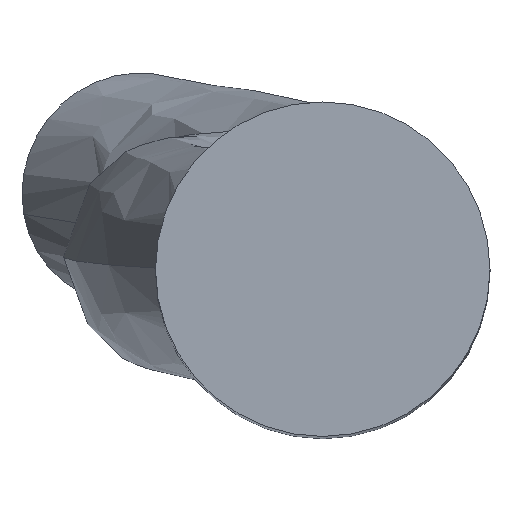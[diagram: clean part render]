
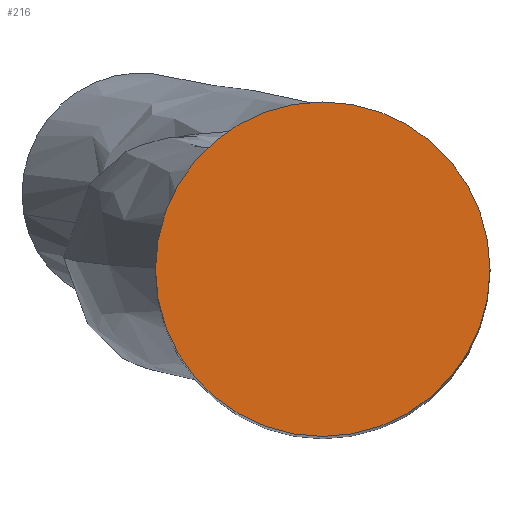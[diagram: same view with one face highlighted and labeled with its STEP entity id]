
A CAD part, top view. The second image highlights one B-rep face of the part: STEP entity #216.
In plain terms, the highlighted planar face has unit normal (0, 0, 1).
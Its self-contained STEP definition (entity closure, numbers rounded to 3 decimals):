
#9 = CIRCLE ( 'NONE', #251, 1.5 ) ;
#11 = CARTESIAN_POINT ( 'NONE',  ( 0., 0., 0. ) ) ;
#44 = DIRECTION ( 'NONE',  ( 0., 0., 1. ) ) ;
#51 = EDGE_LOOP ( 'NONE', ( #140, #151 ) ) ;
#66 = DIRECTION ( 'NONE',  ( 0., 0., 1. ) ) ;
#75 = CIRCLE ( 'NONE', #199, 1.5 ) ;
#136 = CARTESIAN_POINT ( 'NONE',  ( 0., 0., 0. ) ) ;
#140 = ORIENTED_EDGE ( 'NONE', *, *, #279, .T. ) ;
#151 = ORIENTED_EDGE ( 'NONE', *, *, #376, .T. ) ;
#157 = VERTEX_POINT ( 'NONE', #427 ) ;
#199 = AXIS2_PLACEMENT_3D ( 'NONE', #11, #44, #308 ) ;
#216 = ADVANCED_FACE ( 'NONE', ( #272 ), #352, .T. ) ;
#222 = DIRECTION ( 'NONE',  ( 0., 0., 1. ) ) ;
#223 = DIRECTION ( 'NONE',  ( 1., 0., 0. ) ) ;
#251 = AXIS2_PLACEMENT_3D ( 'NONE', #387, #222, #260 ) ;
#260 = DIRECTION ( 'NONE',  ( 1., 0., 0. ) ) ;
#272 = FACE_OUTER_BOUND ( 'NONE', #51, .T. ) ;
#279 = EDGE_CURVE ( 'NONE', #157, #435, #75, .T. ) ;
#308 = DIRECTION ( 'NONE',  ( 1., 0., 0. ) ) ;
#344 = AXIS2_PLACEMENT_3D ( 'NONE', #136, #66, #223 ) ;
#352 = PLANE ( 'NONE',  #344 ) ;
#376 = EDGE_CURVE ( 'NONE', #435, #157, #9, .T. ) ;
#387 = CARTESIAN_POINT ( 'NONE',  ( 0., 0., 0. ) ) ;
#409 = CARTESIAN_POINT ( 'NONE',  ( -1.5, 0., 0. ) ) ;
#427 = CARTESIAN_POINT ( 'NONE',  ( 1.5, 0., 0. ) ) ;
#435 = VERTEX_POINT ( 'NONE', #409 ) ;
